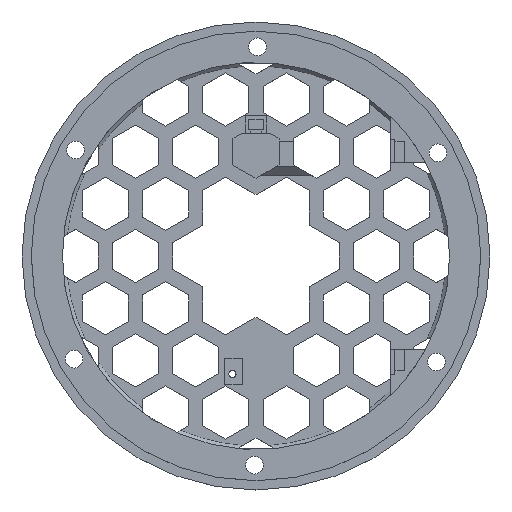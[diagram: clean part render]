
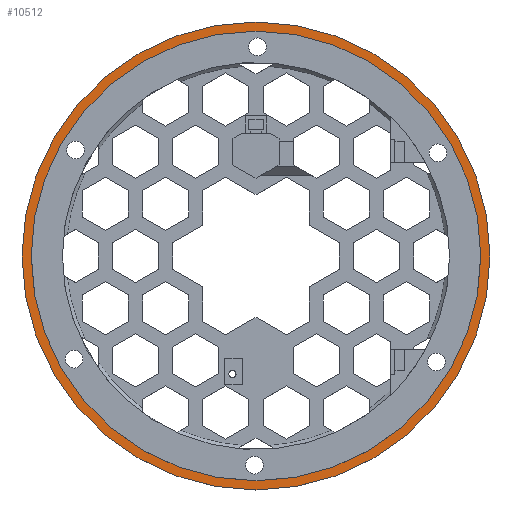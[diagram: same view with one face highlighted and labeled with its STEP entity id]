
A CAD part, top view. The second image highlights one B-rep face of the part: STEP entity #10512.
In plain terms, the highlighted planar face has unit normal (0, 0, 1).
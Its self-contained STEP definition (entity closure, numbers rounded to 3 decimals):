
#133 = DIRECTION ( 'NONE',  ( 1., 0., 0. ) ) ;
#352 = AXIS2_PLACEMENT_3D ( 'NONE', #9770, #9825, #7386 ) ;
#969 = ORIENTED_EDGE ( 'NONE', *, *, #8721, .T. ) ;
#1343 = DIRECTION ( 'NONE',  ( 0., 0., -1. ) ) ;
#1550 = FACE_BOUND ( 'NONE', #6244, .T. ) ;
#1695 = ORIENTED_EDGE ( 'NONE', *, *, #8286, .T. ) ;
#2022 = CIRCLE ( 'NONE', #7671, 63.4 ) ;
#2050 = AXIS2_PLACEMENT_3D ( 'NONE', #5538, #1343, #4707 ) ;
#2806 = ORIENTED_EDGE ( 'NONE', *, *, #9181, .T. ) ;
#2914 = CARTESIAN_POINT ( 'NONE',  ( 66., 0., 2. ) ) ;
#3527 = VERTEX_POINT ( 'NONE', #6362 ) ;
#3994 = CIRCLE ( 'NONE', #10172, 66. ) ;
#4707 = DIRECTION ( 'NONE',  ( 1., 0., 0. ) ) ;
#5261 = CARTESIAN_POINT ( 'NONE',  ( 0., 0., 2. ) ) ;
#5538 = CARTESIAN_POINT ( 'NONE',  ( 0., 0., 2. ) ) ;
#5613 = EDGE_CURVE ( 'NONE', #3527, #6862, #2022, .T. ) ;
#5751 = FACE_OUTER_BOUND ( 'NONE', #7952, .T. ) ;
#5982 = DIRECTION ( 'NONE',  ( 0., 0., 1. ) ) ;
#6064 = DIRECTION ( 'NONE',  ( 1., 0., 0. ) ) ;
#6172 = VERTEX_POINT ( 'NONE', #9488 ) ;
#6244 = EDGE_LOOP ( 'NONE', ( #1695, #8808 ) ) ;
#6271 = VERTEX_POINT ( 'NONE', #2914 ) ;
#6362 = CARTESIAN_POINT ( 'NONE',  ( -63.4, 0., 2. ) ) ;
#6526 = CARTESIAN_POINT ( 'NONE',  ( 0., 0., 2. ) ) ;
#6862 = VERTEX_POINT ( 'NONE', #8579 ) ;
#7343 = CIRCLE ( 'NONE', #2050, 63.4 ) ;
#7386 = DIRECTION ( 'NONE',  ( 1., 0., 0. ) ) ;
#7574 = CIRCLE ( 'NONE', #352, 66. ) ;
#7671 = AXIS2_PLACEMENT_3D ( 'NONE', #10171, #8405, #10009 ) ;
#7952 = EDGE_LOOP ( 'NONE', ( #2806, #969 ) ) ;
#8286 = EDGE_CURVE ( 'NONE', #6862, #3527, #7343, .T. ) ;
#8342 = PLANE ( 'NONE',  #9670 ) ;
#8405 = DIRECTION ( 'NONE',  ( 0., 0., -1. ) ) ;
#8579 = CARTESIAN_POINT ( 'NONE',  ( 63.4, 0., 2. ) ) ;
#8721 = EDGE_CURVE ( 'NONE', #6172, #6271, #3994, .T. ) ;
#8808 = ORIENTED_EDGE ( 'NONE', *, *, #5613, .T. ) ;
#9120 = DIRECTION ( 'NONE',  ( 0., 0., 1. ) ) ;
#9181 = EDGE_CURVE ( 'NONE', #6271, #6172, #7574, .T. ) ;
#9488 = CARTESIAN_POINT ( 'NONE',  ( -66., 0., 2. ) ) ;
#9670 = AXIS2_PLACEMENT_3D ( 'NONE', #6526, #9120, #6064 ) ;
#9770 = CARTESIAN_POINT ( 'NONE',  ( 0., 0., 2. ) ) ;
#9825 = DIRECTION ( 'NONE',  ( 0., 0., 1. ) ) ;
#10009 = DIRECTION ( 'NONE',  ( 1., 0., 0. ) ) ;
#10171 = CARTESIAN_POINT ( 'NONE',  ( 0., 0., 2. ) ) ;
#10172 = AXIS2_PLACEMENT_3D ( 'NONE', #5261, #5982, #133 ) ;
#10512 = ADVANCED_FACE ( 'NONE', ( #5751, #1550 ), #8342, .T. ) ;
